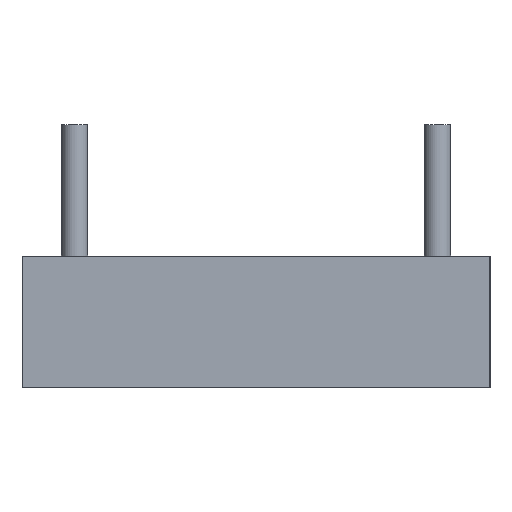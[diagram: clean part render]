
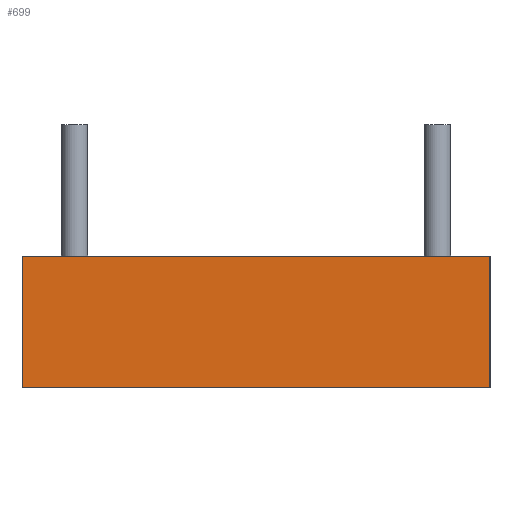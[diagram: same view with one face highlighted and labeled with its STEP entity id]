
A CAD part, left-side view. The second image highlights one B-rep face of the part: STEP entity #699.
In plain terms, the highlighted planar face has unit normal (-1, 0, 0).
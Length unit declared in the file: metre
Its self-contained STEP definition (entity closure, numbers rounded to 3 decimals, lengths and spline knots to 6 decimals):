
#106=ORIENTED_EDGE('',*,*,#247,.T.);
#107=ORIENTED_EDGE('',*,*,#250,.T.);
#108=ORIENTED_EDGE('',*,*,#251,.F.);
#109=ORIENTED_EDGE('',*,*,#252,.F.);
#247=EDGE_CURVE('',#320,#318,#387,.T.);
#250=EDGE_CURVE('',#318,#322,#390,.T.);
#251=EDGE_CURVE('',#323,#322,#391,.T.);
#252=EDGE_CURVE('',#320,#323,#392,.T.);
#318=VERTEX_POINT('',#1172);
#320=VERTEX_POINT('',#1175);
#322=VERTEX_POINT('',#1181);
#323=VERTEX_POINT('',#1183);
#387=LINE('',#1174,#399);
#390=LINE('',#1180,#402);
#391=LINE('',#1182,#403);
#392=LINE('',#1184,#404);
#399=VECTOR('',#908,1.);
#402=VECTOR('',#913,1.);
#403=VECTOR('',#914,1.);
#404=VECTOR('',#915,1.);
#411=EDGE_LOOP('',(#106,#107,#108,#109));
#537=FACE_BOUND('',#411,.T.);
#663=PLANE('',#778);
#699=ADVANCED_FACE('',(#537),#663,.F.);
#778=AXIS2_PLACEMENT_3D('',#1179,#911,#912);
#908=DIRECTION('',(0.,0.,1.));
#911=DIRECTION('',(1.,0.,0.));
#912=DIRECTION('',(0.,0.,-1.));
#913=DIRECTION('',(0.,1.,0.));
#914=DIRECTION('',(0.,0.,1.));
#915=DIRECTION('',(0.,1.,0.));
#1172=CARTESIAN_POINT('',(0.02935,0.0336,0.015));
#1174=CARTESIAN_POINT('',(0.02935,0.0336,0.01));
#1175=CARTESIAN_POINT('',(0.02935,0.0336,0.01));
#1179=CARTESIAN_POINT('',(0.02935,0.0425,0.01));
#1180=CARTESIAN_POINT('',(0.02935,0.0425,0.015));
#1181=CARTESIAN_POINT('',(0.02935,0.0514,0.015));
#1182=CARTESIAN_POINT('',(0.02935,0.0514,0.01));
#1183=CARTESIAN_POINT('',(0.02935,0.0514,0.01));
#1184=CARTESIAN_POINT('',(0.02935,0.0425,0.01));
